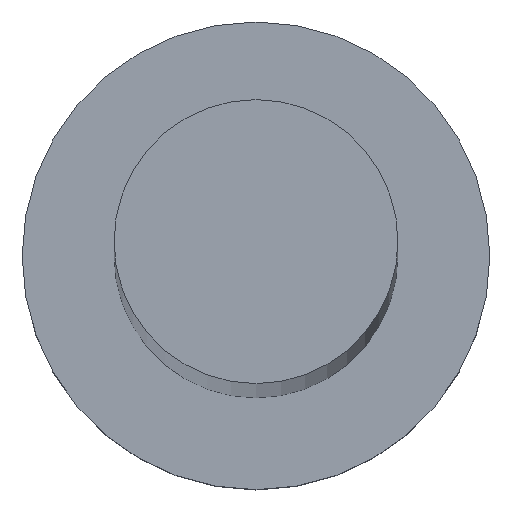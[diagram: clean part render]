
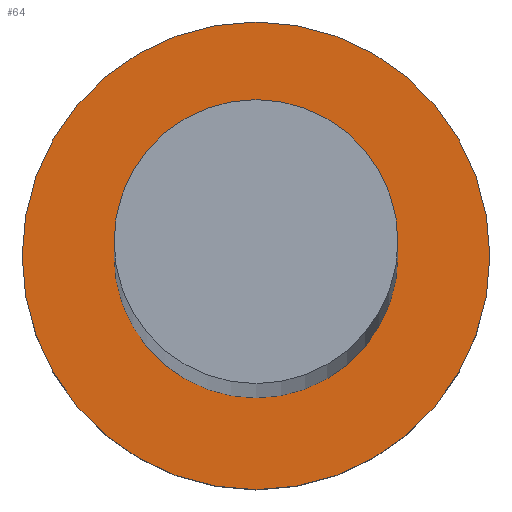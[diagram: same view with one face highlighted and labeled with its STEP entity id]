
A CAD part, top view. The second image highlights one B-rep face of the part: STEP entity #64.
In plain terms, the highlighted planar face has unit normal (0, 0, 1).
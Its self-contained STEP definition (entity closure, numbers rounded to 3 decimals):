
#9 = FACE_OUTER_BOUND ( 'NONE', #31, .T. ) ;
#10 = VERTEX_POINT ( 'NONE', #26 ) ;
#20 = DIRECTION ( 'NONE',  ( 1., 0., 0. ) ) ;
#26 = CARTESIAN_POINT ( 'NONE',  ( 7., 0., 5. ) ) ;
#31 = EDGE_LOOP ( 'NONE', ( #107, #202 ) ) ;
#37 = CARTESIAN_POINT ( 'NONE',  ( 0., 0., 5. ) ) ;
#42 = CARTESIAN_POINT ( 'NONE',  ( 0., 0., 5. ) ) ;
#43 = EDGE_CURVE ( 'NONE', #63, #249, #85, .T. ) ;
#46 = DIRECTION ( 'NONE',  ( 1., 0., 0. ) ) ;
#50 = FACE_BOUND ( 'NONE', #51, .T. ) ;
#51 = EDGE_LOOP ( 'NONE', ( #151, #82 ) ) ;
#53 = AXIS2_PLACEMENT_3D ( 'NONE', #97, #173, #100 ) ;
#63 = VERTEX_POINT ( 'NONE', #68 ) ;
#64 = ADVANCED_FACE ( 'NONE', ( #50, #9 ), #125, .T. ) ;
#68 = CARTESIAN_POINT ( 'NONE',  ( -4.25, 0., 5. ) ) ;
#78 = CIRCLE ( 'NONE', #104, 7. ) ;
#82 = ORIENTED_EDGE ( 'NONE', *, *, #235, .F. ) ;
#84 = VERTEX_POINT ( 'NONE', #174 ) ;
#85 = CIRCLE ( 'NONE', #53, 4.25 ) ;
#97 = CARTESIAN_POINT ( 'NONE',  ( 0., 0., 5. ) ) ;
#100 = DIRECTION ( 'NONE',  ( 1., 0., 0. ) ) ;
#102 = DIRECTION ( 'NONE',  ( 1., 0., 0. ) ) ;
#104 = AXIS2_PLACEMENT_3D ( 'NONE', #37, #241, #46 ) ;
#107 = ORIENTED_EDGE ( 'NONE', *, *, #116, .T. ) ;
#111 = EDGE_CURVE ( 'NONE', #10, #84, #78, .T. ) ;
#116 = EDGE_CURVE ( 'NONE', #84, #10, #139, .T. ) ;
#117 = CIRCLE ( 'NONE', #165, 4.25 ) ;
#124 = DIRECTION ( 'NONE',  ( 0., 0., 1. ) ) ;
#125 = PLANE ( 'NONE',  #207 ) ;
#128 = DIRECTION ( 'NONE',  ( 0., 0., 1. ) ) ;
#139 = CIRCLE ( 'NONE', #199, 7. ) ;
#144 = CARTESIAN_POINT ( 'NONE',  ( 0., 0., 5. ) ) ;
#151 = ORIENTED_EDGE ( 'NONE', *, *, #43, .F. ) ;
#165 = AXIS2_PLACEMENT_3D ( 'NONE', #214, #188, #20 ) ;
#171 = CARTESIAN_POINT ( 'NONE',  ( 4.25, 0., 5. ) ) ;
#173 = DIRECTION ( 'NONE',  ( 0., 0., 1. ) ) ;
#174 = CARTESIAN_POINT ( 'NONE',  ( -7., 0., 5. ) ) ;
#188 = DIRECTION ( 'NONE',  ( 0., 0., 1. ) ) ;
#190 = DIRECTION ( 'NONE',  ( 1., 0., 0. ) ) ;
#199 = AXIS2_PLACEMENT_3D ( 'NONE', #42, #124, #190 ) ;
#202 = ORIENTED_EDGE ( 'NONE', *, *, #111, .T. ) ;
#207 = AXIS2_PLACEMENT_3D ( 'NONE', #144, #128, #102 ) ;
#214 = CARTESIAN_POINT ( 'NONE',  ( 0., 0., 5. ) ) ;
#235 = EDGE_CURVE ( 'NONE', #249, #63, #117, .T. ) ;
#241 = DIRECTION ( 'NONE',  ( 0., 0., 1. ) ) ;
#249 = VERTEX_POINT ( 'NONE', #171 ) ;
